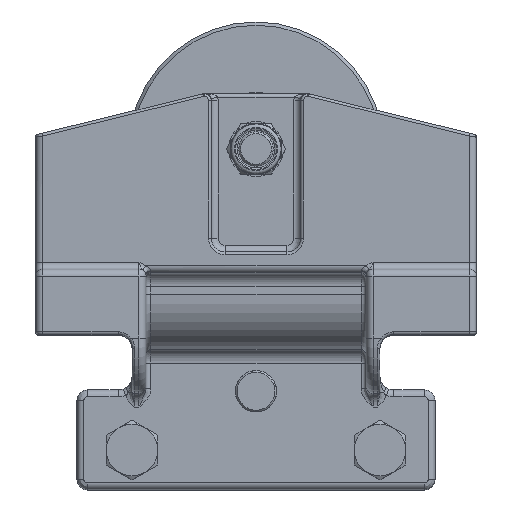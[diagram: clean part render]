
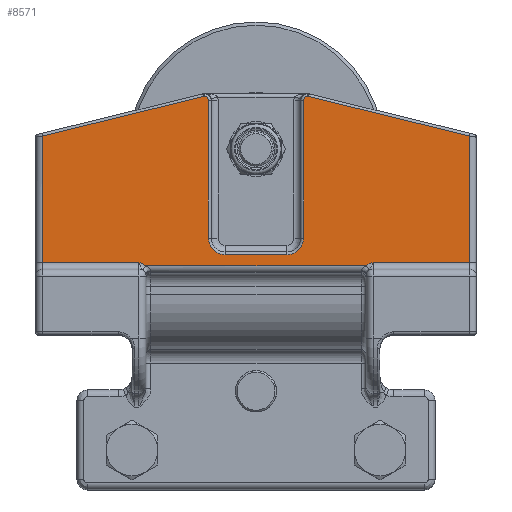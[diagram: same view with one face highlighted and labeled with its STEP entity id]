
A CAD part, top view. The second image highlights one B-rep face of the part: STEP entity #8571.
In plain terms, the highlighted planar face has unit normal (0, 0, 1).
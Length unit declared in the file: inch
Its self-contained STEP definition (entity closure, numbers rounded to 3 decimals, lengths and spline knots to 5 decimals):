
#5765=CARTESIAN_POINT('',(2.30193,7.13534,3.3125));
#5766=VERTEX_POINT('',#5765);
#5774=CARTESIAN_POINT('',(2.31615,7.13741,3.3125));
#5775=VERTEX_POINT('',#5774);
#5776=CARTESIAN_POINT('',(2.31981,7.0625,3.3125));
#5777=DIRECTION('',(0.,0.,-1.));
#5778=DIRECTION('',(-0.144,0.99,0.));
#5779=AXIS2_PLACEMENT_3D('',#5776,#5777,#5778);
#5780=CIRCLE('',#5779,0.075);
#5781=EDGE_CURVE('',#5766,#5775,#5780,.T.);
#5809=CARTESIAN_POINT('',(-0.625,6.41671,3.3125));
#5810=VERTEX_POINT('',#5809);
#5818=CARTESIAN_POINT('',(-0.625,6.41671,3.3125));
#5819=DIRECTION('',(0.971,0.238,0.0));
#5820=VECTOR('',#5819,3.01385);
#5821=LINE('',#5818,#5820);
#5822=EDGE_CURVE('',#5810,#5766,#5821,.T.);
#6489=CARTESIAN_POINT('',(2.3875,4.5625,3.3125));
#6490=VERTEX_POINT('',#6489);
#6508=CARTESIAN_POINT('',(2.3875,7.0625,3.3125));
#6509=VERTEX_POINT('',#6508);
#6517=CARTESIAN_POINT('',(2.3875,7.0625,3.3125));
#6518=DIRECTION('',(0.0,-1.0,0.0));
#6519=VECTOR('',#6518,2.5);
#6520=LINE('',#6517,#6519);
#6521=EDGE_CURVE('',#6509,#6490,#6520,.T.);
#6531=CARTESIAN_POINT('',(2.6875,4.2625,3.3125));
#6532=VERTEX_POINT('',#6531);
#6550=CARTESIAN_POINT('',(2.6875,4.5625,3.3125));
#6551=DIRECTION('',(0.,0.,1.));
#6552=DIRECTION('',(-0.707,-0.707,0.));
#6553=AXIS2_PLACEMENT_3D('',#6550,#6551,#6552);
#6554=CIRCLE('',#6553,0.3);
#6555=EDGE_CURVE('',#6490,#6532,#6554,.T.);
#6574=CARTESIAN_POINT('',(2.3125,7.0625,3.3125));
#6575=DIRECTION('',(0.,0.,-1.));
#6576=DIRECTION('',(0.724,0.69,0.));
#6577=AXIS2_PLACEMENT_3D('',#6574,#6575,#6576);
#6578=CIRCLE('',#6577,0.075);
#6579=EDGE_CURVE('',#5775,#6509,#6578,.T.);
#6597=CARTESIAN_POINT('',(3.8125,4.2625,3.3125));
#6598=VERTEX_POINT('',#6597);
#6615=CARTESIAN_POINT('',(2.6875,4.2625,3.3125));
#6616=DIRECTION('',(1.0,0.0,0.0));
#6617=VECTOR('',#6616,1.125);
#6618=LINE('',#6615,#6617);
#6619=EDGE_CURVE('',#6532,#6598,#6618,.T.);
#6629=CARTESIAN_POINT('',(4.1125,4.5625,3.3125));
#6630=VERTEX_POINT('',#6629);
#6648=CARTESIAN_POINT('',(3.8125,4.5625,3.3125));
#6649=DIRECTION('',(0.,0.,1.0));
#6650=DIRECTION('',(0.707,-0.707,0.));
#6651=AXIS2_PLACEMENT_3D('',#6648,#6649,#6650);
#6652=CIRCLE('',#6651,0.3);
#6653=EDGE_CURVE('',#6598,#6630,#6652,.T.);
#6663=CARTESIAN_POINT('',(4.1125,7.0625,3.3125));
#6664=VERTEX_POINT('',#6663);
#6681=CARTESIAN_POINT('',(4.1125,4.5625,3.3125));
#6682=DIRECTION('',(0.0,1.0,0.0));
#6683=VECTOR('',#6682,2.5);
#6684=LINE('',#6681,#6683);
#6685=EDGE_CURVE('',#6630,#6664,#6684,.T.);
#6695=CARTESIAN_POINT('',(4.18385,7.13741,3.3125));
#6696=VERTEX_POINT('',#6695);
#6714=CARTESIAN_POINT('',(4.1875,7.0625,3.3125));
#6715=DIRECTION('',(0.,0.,-1.0));
#6716=DIRECTION('',(-0.724,0.69,0.));
#6717=AXIS2_PLACEMENT_3D('',#6714,#6715,#6716);
#6718=CIRCLE('',#6717,0.075);
#6719=EDGE_CURVE('',#6664,#6696,#6718,.T.);
#6755=CARTESIAN_POINT('',(4.19807,7.13534,3.3125));
#6756=VERTEX_POINT('',#6755);
#6757=CARTESIAN_POINT('',(4.18019,7.0625,3.3125));
#6758=DIRECTION('',(0.,0.,-1.0));
#6759=DIRECTION('',(0.144,0.99,0.));
#6760=AXIS2_PLACEMENT_3D('',#6757,#6758,#6759);
#6761=CIRCLE('',#6760,0.075);
#6762=EDGE_CURVE('',#6696,#6756,#6761,.T.);
#6788=CARTESIAN_POINT('',(7.125,6.41671,3.3125));
#6789=VERTEX_POINT('',#6788);
#6806=CARTESIAN_POINT('',(4.19807,7.13534,3.3125));
#6807=DIRECTION('',(0.971,-0.238,0.0));
#6808=VECTOR('',#6807,3.01385);
#6809=LINE('',#6806,#6808);
#6810=EDGE_CURVE('',#6756,#6789,#6809,.T.);
#8489=CARTESIAN_POINT('',(7.25,4.,3.3125));
#8490=DIRECTION('',(0.0,0.0,-1.0));
#8491=DIRECTION('',(-1.0,0.0,0.0));
#8492=AXIS2_PLACEMENT_3D('',#8489,#8490,#8491);
#8493=PLANE('',#8492);
#8494=ORIENTED_EDGE('',*,*,#5822,.F.);
#8495=CARTESIAN_POINT('',(-0.625,4.125,3.3125));
#8496=VERTEX_POINT('',#8495);
#8497=CARTESIAN_POINT('',(-0.625,4.125,3.3125));
#8498=DIRECTION('',(0.0,1.0,0.0));
#8499=VECTOR('',#8498,2.29171);
#8500=LINE('',#8497,#8499);
#8501=EDGE_CURVE('',#8496,#5810,#8500,.T.);
#8502=ORIENTED_EDGE('',*,*,#8501,.F.);
#8503=CARTESIAN_POINT('',(1.125,4.125,3.3125));
#8504=VERTEX_POINT('',#8503);
#8505=CARTESIAN_POINT('',(1.125,4.125,3.3125));
#8506=DIRECTION('',(-1.0,0.0,0.0));
#8507=VECTOR('',#8506,1.75);
#8508=LINE('',#8505,#8507);
#8509=EDGE_CURVE('',#8504,#8496,#8508,.T.);
#8510=ORIENTED_EDGE('',*,*,#8509,.F.);
#8511=CARTESIAN_POINT('',(1.24913,4.0625,3.3125));
#8512=VERTEX_POINT('',#8511);
#8513=CARTESIAN_POINT('',(1.24913,4.0625,3.3125));
#8514=CARTESIAN_POINT('',(1.23446,4.0738,3.3125));
#8515=CARTESIAN_POINT('',(1.21064,4.08855,3.3125));
#8516=CARTESIAN_POINT('',(1.16866,4.10845,3.3125));
#8517=CARTESIAN_POINT('',(1.14272,4.1183,3.3125));
#8518=CARTESIAN_POINT('',(1.12526,4.1249,3.3125));
#8519=CARTESIAN_POINT('',(1.12513,4.12495,3.3125));
#8520=CARTESIAN_POINT('',(1.125,4.125,3.3125));
#8521=B_SPLINE_CURVE_WITH_KNOTS('',3,(#8513,#8514,#8515,#8516,#8517,#8518,#8519,#8520),.UNSPECIFIED.,.F.,.U.,(4,1,1,2,4),(-0.35282,-0.21169,-0.14113,0.0,0.00105),.UNSPECIFIED.);
#8522=EDGE_CURVE('',#8512,#8504,#8521,.T.);
#8523=ORIENTED_EDGE('',*,*,#8522,.F.);
#8524=CARTESIAN_POINT('',(5.25087,4.0625,3.3125));
#8525=VERTEX_POINT('',#8524);
#8526=CARTESIAN_POINT('',(5.25087,4.0625,3.3125));
#8527=DIRECTION('',(-1.0,0.0,0.0));
#8528=VECTOR('',#8527,4.00175);
#8529=LINE('',#8526,#8528);
#8530=EDGE_CURVE('',#8525,#8512,#8529,.T.);
#8531=ORIENTED_EDGE('',*,*,#8530,.F.);
#8532=CARTESIAN_POINT('',(5.375,4.125,3.3125));
#8533=VERTEX_POINT('',#8532);
#8534=CARTESIAN_POINT('',(5.375,4.125,3.3125));
#8535=CARTESIAN_POINT('',(5.37487,4.12495,3.3125));
#8536=CARTESIAN_POINT('',(5.37474,4.1249,3.3125));
#8537=CARTESIAN_POINT('',(5.35728,4.1183,3.3125));
#8538=CARTESIAN_POINT('',(5.33134,4.10845,3.3125));
#8539=CARTESIAN_POINT('',(5.28936,4.08855,3.3125));
#8540=CARTESIAN_POINT('',(5.26554,4.0738,3.3125));
#8541=CARTESIAN_POINT('',(5.25087,4.0625,3.3125));
#8542=B_SPLINE_CURVE_WITH_KNOTS('',3,(#8534,#8535,#8536,#8537,#8538,#8539,#8540,#8541),.UNSPECIFIED.,.F.,.U.,(4,2,1,1,4),(-0.35387,-0.35282,-0.21169,-0.14113,0.),.UNSPECIFIED.);
#8543=EDGE_CURVE('',#8533,#8525,#8542,.T.);
#8544=ORIENTED_EDGE('',*,*,#8543,.F.);
#8545=CARTESIAN_POINT('',(7.125,4.125,3.3125));
#8546=VERTEX_POINT('',#8545);
#8547=CARTESIAN_POINT('',(5.375,4.125,3.3125));
#8548=DIRECTION('',(1.0,0.0,0.0));
#8549=VECTOR('',#8548,1.75);
#8550=LINE('',#8547,#8549);
#8551=EDGE_CURVE('',#8533,#8546,#8550,.T.);
#8552=ORIENTED_EDGE('',*,*,#8551,.T.);
#8553=CARTESIAN_POINT('',(7.125,6.41671,3.3125));
#8554=DIRECTION('',(0.0,-1.0,0.0));
#8555=VECTOR('',#8554,2.29171);
#8556=LINE('',#8553,#8555);
#8557=EDGE_CURVE('',#6789,#8546,#8556,.T.);
#8558=ORIENTED_EDGE('',*,*,#8557,.F.);
#8559=ORIENTED_EDGE('',*,*,#6810,.F.);
#8560=ORIENTED_EDGE('',*,*,#6762,.F.);
#8561=ORIENTED_EDGE('',*,*,#6719,.F.);
#8562=ORIENTED_EDGE('',*,*,#6685,.F.);
#8563=ORIENTED_EDGE('',*,*,#6653,.F.);
#8564=ORIENTED_EDGE('',*,*,#6619,.F.);
#8565=ORIENTED_EDGE('',*,*,#6555,.F.);
#8566=ORIENTED_EDGE('',*,*,#6521,.F.);
#8567=ORIENTED_EDGE('',*,*,#6579,.F.);
#8568=ORIENTED_EDGE('',*,*,#5781,.F.);
#8569=EDGE_LOOP('',(#8494,#8502,#8510,#8523,#8531,#8544,#8552,#8558,#8559,#8560,#8561,#8562,#8563,#8564,#8565,#8566,#8567,#8568));
#8570=FACE_OUTER_BOUND('',#8569,.T.);
#8571=ADVANCED_FACE('',(#8570),#8493,.F.);
